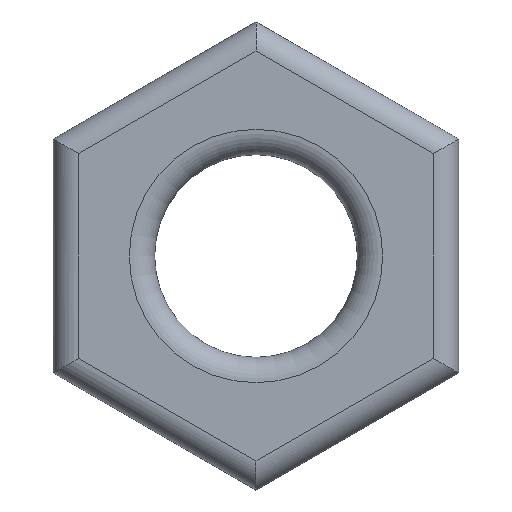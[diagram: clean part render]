
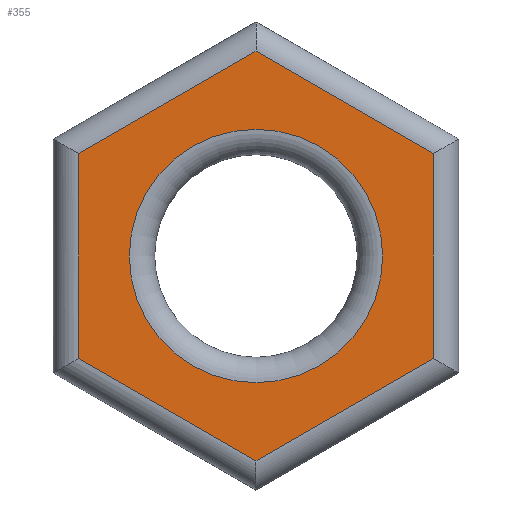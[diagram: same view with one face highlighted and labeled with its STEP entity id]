
A CAD part, front view. The second image highlights one B-rep face of the part: STEP entity #355.
In plain terms, the highlighted planar face has unit normal (0, -1, 0).
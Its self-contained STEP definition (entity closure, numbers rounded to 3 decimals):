
#27=FACE_BOUND('',#138,.T.);
#29=PLANE('',#407);
#38=LINE('',#579,#69);
#39=LINE('',#581,#70);
#40=LINE('',#583,#71);
#41=LINE('',#585,#72);
#42=LINE('',#587,#73);
#43=LINE('',#588,#74);
#69=VECTOR('',#463,10.);
#70=VECTOR('',#464,10.);
#71=VECTOR('',#465,10.);
#72=VECTOR('',#466,10.);
#73=VECTOR('',#467,10.);
#74=VECTOR('',#468,10.);
#114=FACE_OUTER_BOUND('',#137,.T.);
#137=EDGE_LOOP('',(#260,#261,#262,#263,#264,#265));
#138=EDGE_LOOP('',(#266));
#160=CIRCLE('',#400,2.5);
#168=VERTEX_POINT('',#563);
#173=VERTEX_POINT('',#577);
#174=VERTEX_POINT('',#578);
#175=VERTEX_POINT('',#580);
#176=VERTEX_POINT('',#582);
#177=VERTEX_POINT('',#584);
#178=VERTEX_POINT('',#586);
#198=EDGE_CURVE('',#168,#168,#160,.T.);
#205=EDGE_CURVE('',#173,#174,#38,.T.);
#206=EDGE_CURVE('',#175,#173,#39,.T.);
#207=EDGE_CURVE('',#176,#175,#40,.T.);
#208=EDGE_CURVE('',#177,#176,#41,.T.);
#209=EDGE_CURVE('',#178,#177,#42,.T.);
#210=EDGE_CURVE('',#174,#178,#43,.T.);
#260=ORIENTED_EDGE('',*,*,#205,.F.);
#261=ORIENTED_EDGE('',*,*,#206,.F.);
#262=ORIENTED_EDGE('',*,*,#207,.F.);
#263=ORIENTED_EDGE('',*,*,#208,.F.);
#264=ORIENTED_EDGE('',*,*,#209,.F.);
#265=ORIENTED_EDGE('',*,*,#210,.F.);
#266=ORIENTED_EDGE('',*,*,#198,.F.);
#355=ADVANCED_FACE('',(#114,#27),#29,.T.);
#400=AXIS2_PLACEMENT_3D('',#564,#446,#447);
#407=AXIS2_PLACEMENT_3D('',#576,#461,#462);
#446=DIRECTION('center_axis',(0.,-1.,0.));
#447=DIRECTION('ref_axis',(1.,0.,0.));
#461=DIRECTION('center_axis',(0.,-1.,0.));
#462=DIRECTION('ref_axis',(0.,0.,-1.));
#463=DIRECTION('',(-0.866,0.,0.5));
#464=DIRECTION('',(-0.866,0.,-0.5));
#465=DIRECTION('',(0.,0.,-1.));
#466=DIRECTION('',(0.866,0.,-0.5));
#467=DIRECTION('',(0.866,0.,0.5));
#468=DIRECTION('',(0.,0.,1.));
#563=CARTESIAN_POINT('',(0.,0.,-2.5));
#564=CARTESIAN_POINT('Origin',(0.,0.,0.));
#576=CARTESIAN_POINT('Origin',(0.,0.,0.));
#577=CARTESIAN_POINT('',(0.,0.,-4.041));
#578=CARTESIAN_POINT('',(-3.5,0.,-2.021));
#579=CARTESIAN_POINT('',(-0.75,0.,-3.608));
#580=CARTESIAN_POINT('',(3.5,0.,-2.021));
#581=CARTESIAN_POINT('',(2.75,0.,-2.454));
#582=CARTESIAN_POINT('',(3.5,0.,2.021));
#583=CARTESIAN_POINT('',(3.5,0.,1.155));
#584=CARTESIAN_POINT('',(0.,0.,4.041));
#585=CARTESIAN_POINT('',(0.75,0.,3.608));
#586=CARTESIAN_POINT('',(-3.5,0.,2.021));
#587=CARTESIAN_POINT('',(-2.75,0.,2.454));
#588=CARTESIAN_POINT('',(-3.5,0.,-1.155));
